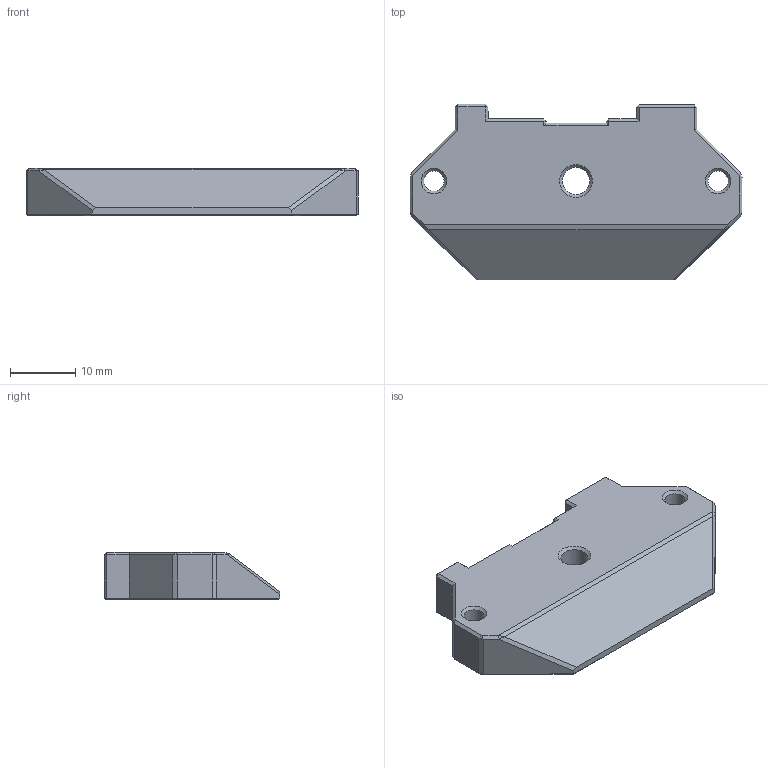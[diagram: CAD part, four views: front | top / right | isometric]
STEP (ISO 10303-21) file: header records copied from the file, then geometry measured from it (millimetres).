
FILE_DESCRIPTION(/* description */ (''),/* implementation_level */ '2;1');
FILE_NAME(/* name */ 'HGX Adaptor Plate.step',/* time_stamp */ '2025-12-06T23:32:25+11:00',/* author */ (''),/* organization */ (''),/* preprocessor_version */ 'ST-DEVELOPER v20.1',/* originating_system */ 'Autodesk Translation Framework v14.21.0.0',/* authorisation */ '');
FILE_SCHEMA (('AUTOMOTIVE_DESIGN { 1 0 10303 214 3 1 1 }'));
Length unit declared in the file: millimetre
Products named in the file (1): HGX Adaptor Plate
Bounding box: 50.84 x 26.9 x 7.25 mm (x, y, z)
Volume: 6926 mm3; surface area: 3170.5 mm2
Topology: 1 solids, 1 shells, 100 faces, 208 edges, 110 vertices
Faces by surface type: plane 88, cone 8, cylinder 4
Full cylindrical faces by diameter (mm): 3.1 x2, 4.2 x1
Entity records: 2552 total; most frequent: CARTESIAN_POINT 429, DIRECTION 422, ORIENTED_EDGE 416, EDGE_CURVE 208, LINE 188, VECTOR 188, AXIS2_PLACEMENT_3D 117, VERTEX_POINT 110
